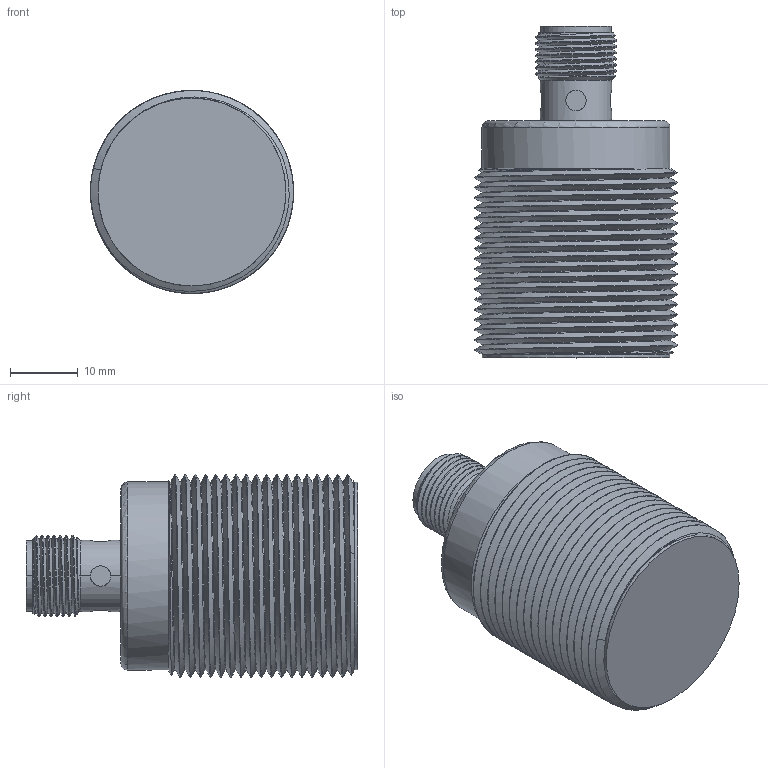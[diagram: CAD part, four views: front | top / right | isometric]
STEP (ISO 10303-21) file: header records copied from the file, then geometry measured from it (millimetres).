
FILE_DESCRIPTION(('FreeCAD Model'),'2;1');
FILE_NAME('FCM1-3010X-XRS4.stp','2019-12-31T09:54:50',( 'Author'),(''),'Open CASCADE STEP processor 7.3','FreeCAD','Unknown' );
FILE_SCHEMA(('AUTOMOTIVE_DESIGN { 1 0 10303 214 1 1 1 1 }'));
Products named in the file (1): FCM1-3010X-XRS4_stp
Bounding box: 30 x 49 x 30 mm (x, y, z)
Volume: 23290.4 mm3; surface area: 7449.5 mm2
Topology: 1 solids, 1 shells, 95 faces, 241 edges, 149 vertices
Faces by surface type: cylinder 58, plane 12, cone 8, bspline 8, sphere 8, torus 1
Full cylindrical faces by diameter (mm): 27.76 x1, 27.8 x19
Entity records: 56957 total; most frequent: CARTESIAN_POINT 52789, DIRECTION 596, ORIENTED_EDGE 466, PCURVE 466, DEFINITIONAL_REPRESENTATION 466, B_SPLINE_CURVE_WITH_KNOTS 338, LINE 262, VECTOR 262
